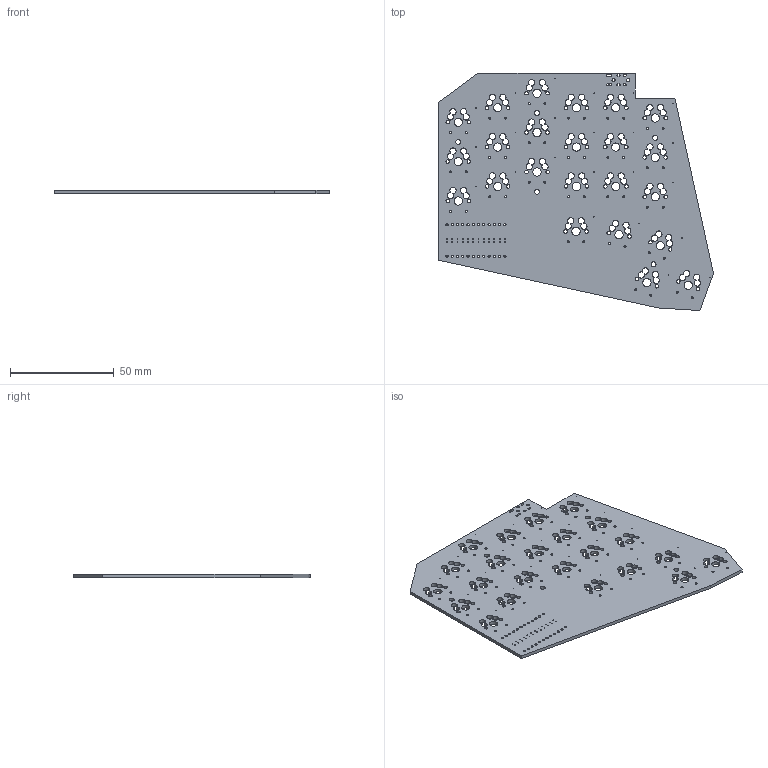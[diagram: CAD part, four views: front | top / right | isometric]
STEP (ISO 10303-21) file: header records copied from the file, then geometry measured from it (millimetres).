
FILE_DESCRIPTION(('KiCad electronic assembly'),'2;1');
FILE_NAME('work_pcb.step','2023-06-08T01:26:28',('Pcbnew'),('Kicad'), 'Open CASCADE STEP processor 7.5','KiCad to STEP converter','Unknown' );
FILE_SCHEMA(('AUTOMOTIVE_DESIGN { 1 0 10303 214 1 1 1 1 }'));
Length unit declared in the file: millimetre
Products named in the file (2): work_pcb 1; work_pcb PCB
Assembly tree (1 placements, depth 2):
  work_pcb 1
    work_pcb PCB
Bounding box: 132.63 x 114.38 x 1.6 mm (x, y, z)
Volume: 17983.7 mm3; surface area: 25848.1 mm2
Topology: 1 solids, 1 shells, 424 faces, 1266 edges, 844 vertices
Faces by surface type: cylinder 397, plane 27
Full cylindrical faces by diameter (mm): 0.3 x23, 0.4 x24, 0.991 x46, 1.1 x24, 1.5 x2, 1.702 x46, 2.4 x5, 3.988 x23
Entity records: 32037 total; most frequent: CARTESIAN_POINT 5260, DIRECTION 5252, ORIENTED_EDGE 2532, PCURVE 2532, DEFINITIONAL_REPRESENTATION 2532, LINE 2018, VECTOR 2018, CIRCLE 1588
